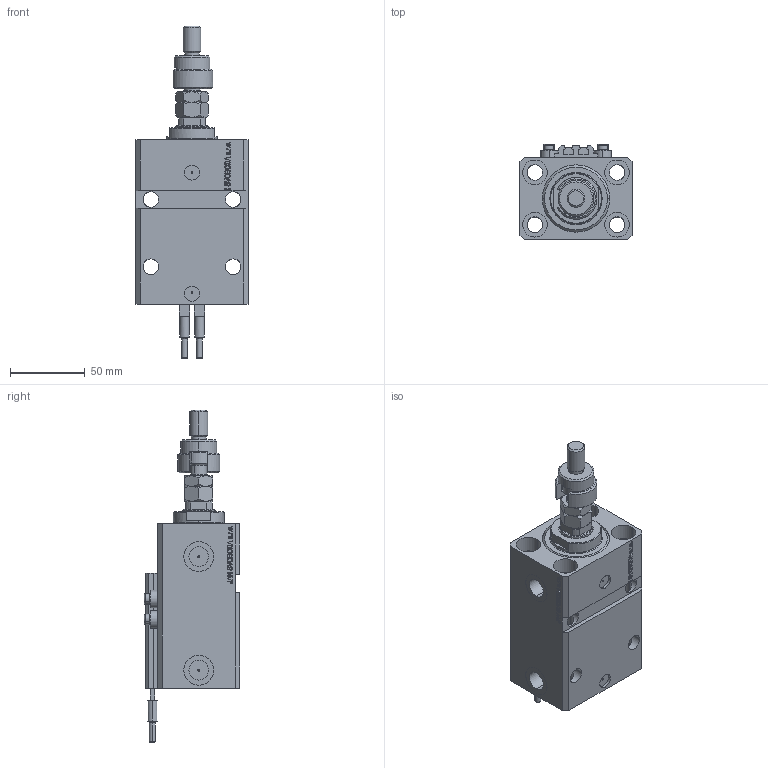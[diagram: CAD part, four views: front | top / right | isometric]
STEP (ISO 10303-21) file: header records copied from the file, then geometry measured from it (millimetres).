
FILE_DESCRIPTION (( 'STEP AP203' ), '1' );
FILE_NAME ('fe87.STEP', '2023-10-07T18:20:46', ( '' ), ( '' ), 'SwSTEP 2.0', 'SolidWorks 2019', '' );
FILE_SCHEMA (( 'CONFIG_CONTROL_DESIGN' ));
Length unit declared in the file: millimetre
Products named in the file (9): FEMALE_PART_FOR_DFA b3df23c2beafd75f677d76dbd4d72d1f; DFA b3df23c2beafd75f677d76dbd4d72d1f; SWITCH_V250CE b3df23c2beafd75f677d76dbd4d72d1f; ALLEN BOLT V250CE b3df23c2beafd75f677d76dbd4d72d1f; V250CE_E_Body b3df23c2beafd75f677d76dbd4d72d1f; MFA b3df23c2beafd75f677d76dbd4d72d1f; V250CE_C_VCP b3df23c2beafd75f677d76dbd4d72d1f; fe87; V250CE_VC_E b3df23c2beafd75f677d76dbd4d72d1f
Assembly tree (12 placements, depth 3):
  fe87
    V250CE_E_Body b3df23c2beafd75f677d76dbd4d72d1f
    ALLEN BOLT V250CE b3df23c2beafd75f677d76dbd4d72d1f  x4
    V250CE_C_VCP b3df23c2beafd75f677d76dbd4d72d1f
    V250CE_VC_E b3df23c2beafd75f677d76dbd4d72d1f
    DFA b3df23c2beafd75f677d76dbd4d72d1f
      FEMALE_PART_FOR_DFA b3df23c2beafd75f677d76dbd4d72d1f
      MFA b3df23c2beafd75f677d76dbd4d72d1f
    SWITCH_V250CE b3df23c2beafd75f677d76dbd4d72d1f  x2
Bounding box: 75 x 64 x 222 mm (x, y, z)
Volume: 399170.7 mm3; surface area: 106662.4 mm2
Topology: 12 solids, 12 shells, 1237 faces, 3038 edges, 1935 vertices
Faces by surface type: plane 578, bspline 354, cylinder 183, cone 100, torus 22
Entity records: 51508 total; most frequent: CARTESIAN_POINT 25785, ORIENTED_EDGE 5658, DIRECTION 3945, EDGE_CURVE 2829, VERTEX_POINT 1821, LINE 1643, VECTOR 1643, EDGE_LOOP 1280
